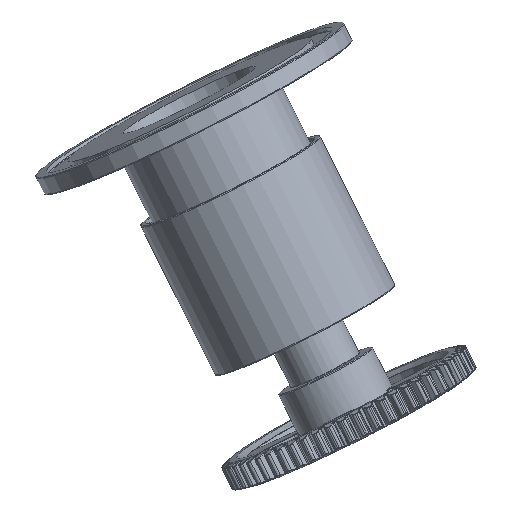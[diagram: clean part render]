
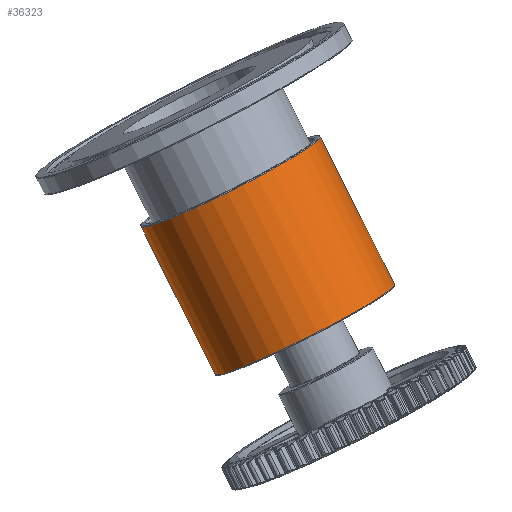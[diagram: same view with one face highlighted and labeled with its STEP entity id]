
A CAD part, isometric view. The second image highlights one B-rep face of the part: STEP entity #36323.
In plain terms, the highlighted cylindrical face has radius 21 mm (diameter 42 mm), a full revolution.
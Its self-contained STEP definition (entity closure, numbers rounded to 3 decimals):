
#1126=CYLINDRICAL_SURFACE('',#38239,21.);
#3286=CIRCLE('',#38240,21.);
#3287=CIRCLE('',#38241,21.);
#5571=ORIENTED_EDGE('',*,*,#13589,.T.);
#5572=ORIENTED_EDGE('',*,*,#13590,.T.);
#13589=EDGE_CURVE('',#17620,#17620,#3286,.T.);
#13590=EDGE_CURVE('',#17621,#17621,#3287,.F.);
#17620=VERTEX_POINT('',#48562);
#17621=VERTEX_POINT('',#48564);
#21609=EDGE_LOOP('',(#5571));
#21610=EDGE_LOOP('',(#5572));
#23485=FACE_BOUND('',#21609,.T.);
#23486=FACE_BOUND('',#21610,.T.);
#36323=ADVANCED_FACE('',(#23485,#23486),#1126,.T.);
#38239=AXIS2_PLACEMENT_3D('',#48560,#41481,#41482);
#38240=AXIS2_PLACEMENT_3D('',#48561,#41483,#41484);
#38241=AXIS2_PLACEMENT_3D('',#48563,#41485,#41486);
#41481=DIRECTION('',(0.,1.,0.));
#41482=DIRECTION('',(0.,0.,1.));
#41483=DIRECTION('',(0.,1.,0.));
#41484=DIRECTION('',(0.,0.,1.));
#41485=DIRECTION('',(0.,1.,0.));
#41486=DIRECTION('',(0.,0.,1.));
#48560=CARTESIAN_POINT('',(0.,-44.605,0.));
#48561=CARTESIAN_POINT('',(0.,0.2,0.));
#48562=CARTESIAN_POINT('',(0.,0.2,21.));
#48563=CARTESIAN_POINT('',(0.,34.8,0.));
#48564=CARTESIAN_POINT('',(0.,34.8,21.));
